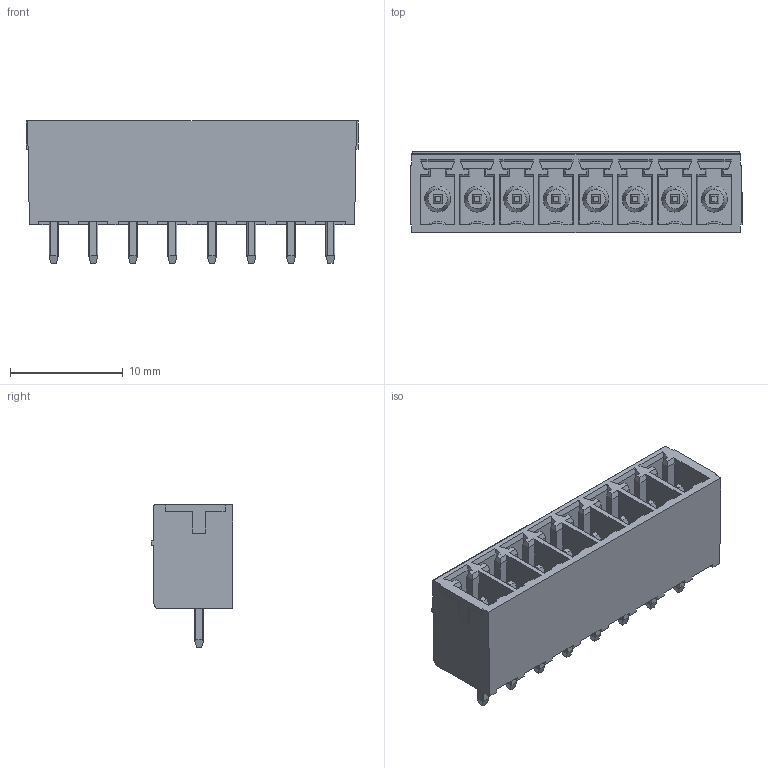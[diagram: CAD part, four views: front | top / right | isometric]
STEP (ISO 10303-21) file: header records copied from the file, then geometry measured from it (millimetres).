
FILE_DESCRIPTION(('STEP AP214'),'1');
FILE_NAME('cctmp_EAA0F6C0-55B5-4843-8DE3-7676E8FDB874_2023_02_03_14_43_33_0056_6236..stp','2023-02-03T14:43:33',('PHOENIX CONTACT Deutschland GmbH'),('CADClick - www.CADClick.com'),'Spatial InterOp 3D',' ','unknown authorization');
FILE_SCHEMA(('AUTOMOTIVE_DESIGN'));
Length unit declared in the file: millimetre
Products named in the file (10): 2023_02_03_14_43_32_0668; 2023_02_03_14_43_33_0054; 2023_02_03_14_43_33_0052; 2023_02_03_14_43_33_0050; 2023_02_03_14_43_33_0048; 2023_02_03_14_43_33_0046; 2023_02_03_14_43_33_0044; 2023_02_03_14_43_33_0028; 2023_02_03_14_43_33_0012; 2023_02_03_14_43_32_0965
Assembly tree (9 placements, depth 2):
  2023_02_03_14_43_32_0668
    2023_02_03_14_43_33_0054
    2023_02_03_14_43_33_0052
    2023_02_03_14_43_33_0050
    2023_02_03_14_43_33_0048
    2023_02_03_14_43_33_0046
    2023_02_03_14_43_33_0044
    2023_02_03_14_43_33_0028
    2023_02_03_14_43_33_0012
    2023_02_03_14_43_32_0965
Bounding box: 29.4 x 7.25 x 12.6 mm (x, y, z)
Volume: 1050.6 mm3; surface area: 2649.8 mm2
Topology: 9 solids, 9 shells, 930 faces, 2638 edges, 1758 vertices
Faces by surface type: plane 818, cylinder 63, cone 32, bspline 17
Entity records: 61580 total; most frequent: CARTESIAN_POINT 8573, ORIENTED_EDGE 5276, STYLED_ITEM 5212, PRESENTATION_STYLE_ASSIGNMENT 5212, COLOUR_RGB 5212, DIRECTION 4420, EDGE_CURVE 2638, CURVE_STYLE 2595
